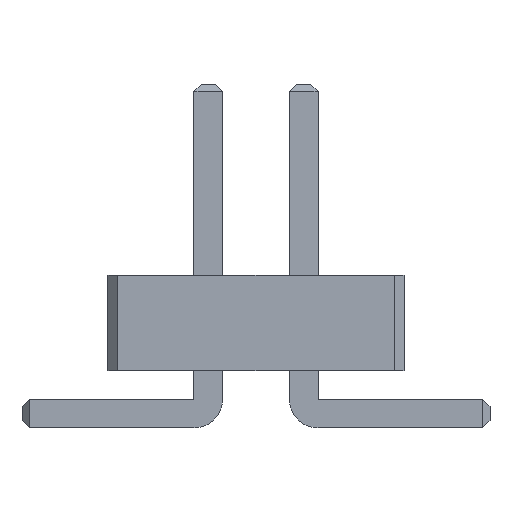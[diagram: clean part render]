
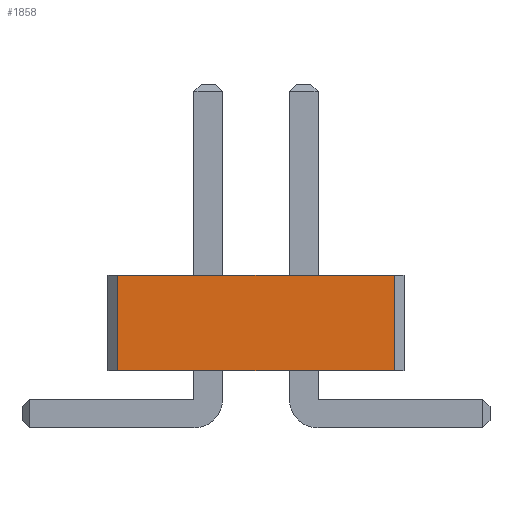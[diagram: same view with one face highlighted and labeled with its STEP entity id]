
A CAD part, front view. The second image highlights one B-rep face of the part: STEP entity #1858.
In plain terms, the highlighted planar face has unit normal (0, -1, 0).
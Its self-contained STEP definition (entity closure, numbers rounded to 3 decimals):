
#13=DIRECTION('',(0.,0.,1.));
#27=VECTOR('',#13,1.);
#67=DIRECTION('',(1.,0.,0.));
#1845=VERTEX_POINT('',#1846);
#1846=CARTESIAN_POINT('',(-1.45,-16.,1.6));
#1849=EDGE_CURVE('',#1850,#1845,#1852,.T.);
#1850=VERTEX_POINT('',#1851);
#1851=CARTESIAN_POINT('',(-1.45,-16.,0.6));
#1852=LINE('',#1851,#27);
#1858=ADVANCED_FACE('',(#1859),#1876,.F.);
#1859=FACE_BOUND('',#1860,.F.);
#1860=EDGE_LOOP('',(#1861,#1862,#1868,#1873));
#1861=ORIENTED_EDGE('',*,*,#1849,.T.);
#1862=ORIENTED_EDGE('',*,*,#1863,.T.);
#1863=EDGE_CURVE('',#1845,#1864,#1866,.T.);
#1864=VERTEX_POINT('',#1865);
#1865=CARTESIAN_POINT('',(1.45,-16.,1.6));
#1866=LINE('',#1846,#1867);
#1867=VECTOR('',#67,1.);
#1868=ORIENTED_EDGE('',*,*,#1869,.F.);
#1869=EDGE_CURVE('',#1870,#1864,#1872,.T.);
#1870=VERTEX_POINT('',#1871);
#1871=CARTESIAN_POINT('',(1.45,-16.,0.6));
#1872=LINE('',#1871,#27);
#1873=ORIENTED_EDGE('',*,*,#1874,.F.);
#1874=EDGE_CURVE('',#1850,#1870,#1875,.T.);
#1875=LINE('',#1851,#1867);
#1876=PLANE('',#1877);
#1877=AXIS2_PLACEMENT_3D('',#1851,#1878,#67);
#1878=DIRECTION('',(0.,1.,0.));
